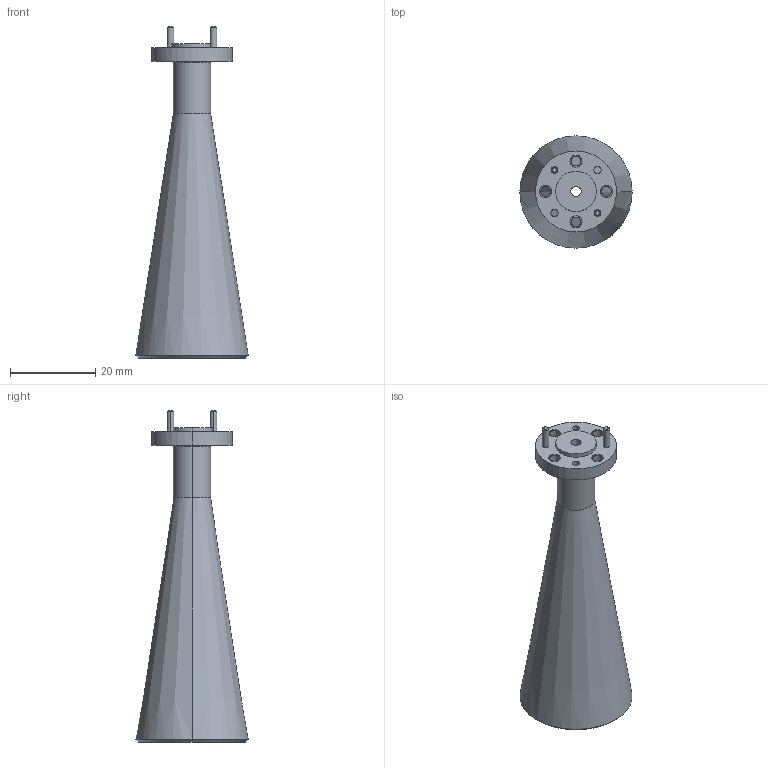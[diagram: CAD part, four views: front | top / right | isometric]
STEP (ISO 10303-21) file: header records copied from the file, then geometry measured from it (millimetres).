
FILE_DESCRIPTION (( 'STEP AP214' ), '1' );
FILE_NAME ('PEWAN1052-FMWAN1052.step', '2021-05-25T15:53:34', ( '' ), ( '' ), 'SwSTEP 2.0', 'SolidWorks 2020', '' );
FILE_SCHEMA (( 'AUTOMOTIVE_DESIGN' ));
Length unit declared in the file: inch
Products named in the file (1): PEWAN1052-FMWAN1052
Bounding box: 26.41 x 26.41 x 78.05 mm (x, y, z)
Volume: 5200.2 mm3; surface area: 7447.7 mm2
Topology: 1 solids, 1 shells, 68 faces, 148 edges, 94 vertices
Faces by surface type: cylinder 40, plane 14, cone 12, torus 2
Entity records: 2016 total; most frequent: DIRECTION 382, CARTESIAN_POINT 311, ORIENTED_EDGE 296, AXIS2_PLACEMENT_3D 165, EDGE_CURVE 148, CIRCLE 96, VERTEX_POINT 94, EDGE_LOOP 94
